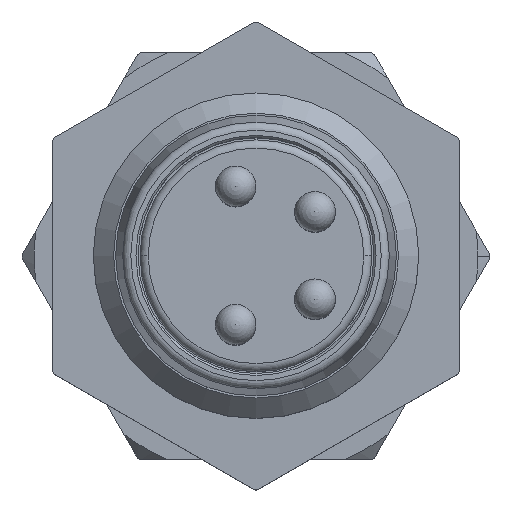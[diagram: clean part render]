
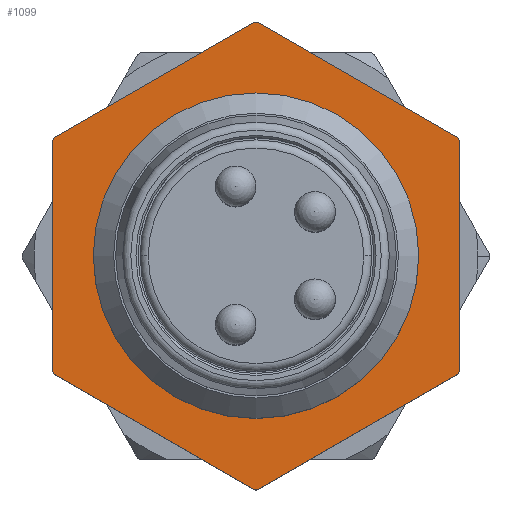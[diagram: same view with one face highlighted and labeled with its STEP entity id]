
A CAD part, top view. The second image highlights one B-rep face of the part: STEP entity #1099.
In plain terms, the highlighted planar face has unit normal (0, 0, 1).
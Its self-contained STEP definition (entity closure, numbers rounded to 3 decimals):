
#772=PLANE('',#2934);
#914=LINE('',#4029,#1005);
#915=LINE('',#4033,#1006);
#916=LINE('',#4037,#1007);
#917=LINE('',#4041,#1008);
#918=LINE('',#4045,#1009);
#919=LINE('',#4049,#1010);
#1005=VECTOR('',#3285,1.);
#1006=VECTOR('',#3288,1.);
#1007=VECTOR('',#3291,1.);
#1008=VECTOR('',#3294,1.);
#1009=VECTOR('',#3297,1.);
#1010=VECTOR('',#3300,1.);
#1099=ADVANCED_FACE('',(#1316,#1317),#772,.F.);
#1316=FACE_BOUND('',#1426,.T.);
#1317=FACE_BOUND('',#1427,.T.);
#1426=EDGE_LOOP('',(#1639));
#1427=EDGE_LOOP('',(#1640,#1641,#1642,#1643,#1644,#1645,#1646,#1647,#1648,
#1649,#1650,#1651));
#1639=ORIENTED_EDGE('',*,*,#2446,.T.);
#1640=ORIENTED_EDGE('',*,*,#2447,.F.);
#1641=ORIENTED_EDGE('',*,*,#2448,.T.);
#1642=ORIENTED_EDGE('',*,*,#2449,.F.);
#1643=ORIENTED_EDGE('',*,*,#2450,.T.);
#1644=ORIENTED_EDGE('',*,*,#2451,.F.);
#1645=ORIENTED_EDGE('',*,*,#2452,.T.);
#1646=ORIENTED_EDGE('',*,*,#2453,.F.);
#1647=ORIENTED_EDGE('',*,*,#2454,.F.);
#1648=ORIENTED_EDGE('',*,*,#2455,.F.);
#1649=ORIENTED_EDGE('',*,*,#2456,.F.);
#1650=ORIENTED_EDGE('',*,*,#2457,.F.);
#1651=ORIENTED_EDGE('',*,*,#2458,.F.);
#2239=VERTEX_POINT('',#4025);
#2240=VERTEX_POINT('',#4027);
#2241=VERTEX_POINT('',#4028);
#2242=VERTEX_POINT('',#4030);
#2243=VERTEX_POINT('',#4032);
#2244=VERTEX_POINT('',#4034);
#2245=VERTEX_POINT('',#4036);
#2246=VERTEX_POINT('',#4038);
#2247=VERTEX_POINT('',#4040);
#2248=VERTEX_POINT('',#4042);
#2249=VERTEX_POINT('',#4044);
#2250=VERTEX_POINT('',#4046);
#2251=VERTEX_POINT('',#4048);
#2446=EDGE_CURVE('',#2239,#2239,#2742,.T.);
#2447=EDGE_CURVE('',#2240,#2241,#2743,.T.);
#2448=EDGE_CURVE('',#2240,#2242,#914,.T.);
#2449=EDGE_CURVE('',#2243,#2242,#2744,.T.);
#2450=EDGE_CURVE('',#2243,#2244,#915,.T.);
#2451=EDGE_CURVE('',#2245,#2244,#2745,.T.);
#2452=EDGE_CURVE('',#2245,#2246,#916,.T.);
#2453=EDGE_CURVE('',#2247,#2246,#2746,.T.);
#2454=EDGE_CURVE('',#2248,#2247,#917,.T.);
#2455=EDGE_CURVE('',#2249,#2248,#2747,.T.);
#2456=EDGE_CURVE('',#2250,#2249,#918,.T.);
#2457=EDGE_CURVE('',#2251,#2250,#2748,.T.);
#2458=EDGE_CURVE('',#2241,#2251,#919,.T.);
#2742=CIRCLE('',#2927,3.4);
#2743=CIRCLE('',#2928,5.75);
#2744=CIRCLE('',#2929,5.75);
#2745=CIRCLE('',#2930,5.75);
#2746=CIRCLE('',#2931,5.75);
#2747=CIRCLE('',#2932,5.75);
#2748=CIRCLE('',#2933,5.75);
#2927=AXIS2_PLACEMENT_3D('',#4024,#3281,#3282);
#2928=AXIS2_PLACEMENT_3D('',#4026,#3283,#3284);
#2929=AXIS2_PLACEMENT_3D('',#4031,#3286,#3287);
#2930=AXIS2_PLACEMENT_3D('',#4035,#3289,#3290);
#2931=AXIS2_PLACEMENT_3D('',#4039,#3292,#3293);
#2932=AXIS2_PLACEMENT_3D('',#4043,#3295,#3296);
#2933=AXIS2_PLACEMENT_3D('',#4047,#3298,#3299);
#2934=AXIS2_PLACEMENT_3D('',#4050,#3301,#3302);
#3281=DIRECTION('',(0.,0.,-1.));
#3282=DIRECTION('',(-1.,0.,0.));
#3283=DIRECTION('',(0.,0.,-1.));
#3284=DIRECTION('',(-1.,0.,0.));
#3285=DIRECTION('',(-0.866,-0.5,0.));
#3286=DIRECTION('',(0.,0.,-1.));
#3287=DIRECTION('',(-1.,0.,0.));
#3288=DIRECTION('',(0.,-1.,0.));
#3289=DIRECTION('',(0.,0.,-1.));
#3290=DIRECTION('',(-1.,0.,0.));
#3291=DIRECTION('',(0.866,-0.5,0.));
#3292=DIRECTION('',(0.,0.,-1.));
#3293=DIRECTION('',(-1.,0.,0.));
#3294=DIRECTION('',(-0.866,-0.5,0.));
#3295=DIRECTION('',(0.,0.,-1.));
#3296=DIRECTION('',(-1.,0.,0.));
#3297=DIRECTION('',(0.,-1.,0.));
#3298=DIRECTION('',(0.,0.,-1.));
#3299=DIRECTION('',(-1.,0.,0.));
#3300=DIRECTION('',(0.866,-0.5,0.));
#3301=DIRECTION('',(0.,0.,-1.));
#3302=DIRECTION('',(-1.,0.,0.));
#4024=CARTESIAN_POINT('',(-230.,10.,0.));
#4025=CARTESIAN_POINT('',(-233.4,10.,0.));
#4026=CARTESIAN_POINT('',(-230.,10.,0.));
#4027=CARTESIAN_POINT('',(-230.041,15.75,0.));
#4028=CARTESIAN_POINT('',(-229.959,15.75,0.));
#4029=CARTESIAN_POINT('',(-232.5,14.33,0.));
#4030=CARTESIAN_POINT('',(-234.959,12.91,0.));
#4031=CARTESIAN_POINT('',(-230.,10.,0.));
#4032=CARTESIAN_POINT('',(-235.,12.839,0.));
#4033=CARTESIAN_POINT('',(-235.,10.,0.));
#4034=CARTESIAN_POINT('',(-235.,7.161,0.));
#4035=CARTESIAN_POINT('',(-230.,10.,0.));
#4036=CARTESIAN_POINT('',(-234.959,7.09,0.));
#4037=CARTESIAN_POINT('',(-232.5,5.67,0.));
#4038=CARTESIAN_POINT('',(-230.041,4.25,0.));
#4039=CARTESIAN_POINT('',(-230.,10.,0.));
#4040=CARTESIAN_POINT('',(-229.959,4.25,0.));
#4041=CARTESIAN_POINT('',(-227.5,5.67,0.));
#4042=CARTESIAN_POINT('',(-225.041,7.09,0.));
#4043=CARTESIAN_POINT('',(-230.,10.,0.));
#4044=CARTESIAN_POINT('',(-225.,7.161,0.));
#4045=CARTESIAN_POINT('',(-225.,10.,0.));
#4046=CARTESIAN_POINT('',(-225.,12.839,0.));
#4047=CARTESIAN_POINT('',(-230.,10.,0.));
#4048=CARTESIAN_POINT('',(-225.041,12.91,0.));
#4049=CARTESIAN_POINT('',(-227.5,14.33,0.));
#4050=CARTESIAN_POINT('',(-230.,10.,0.));
